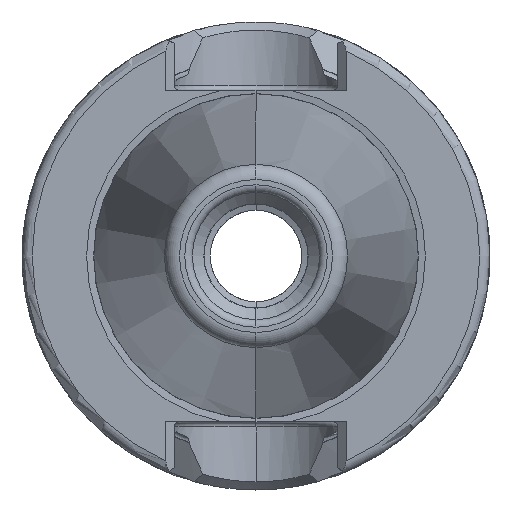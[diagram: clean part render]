
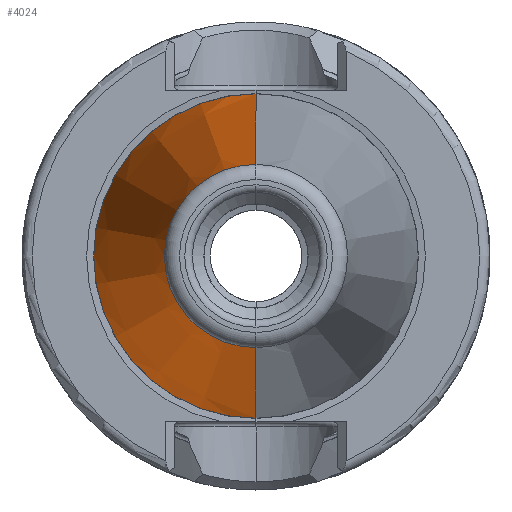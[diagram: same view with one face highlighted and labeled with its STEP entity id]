
A CAD part, left-side view. The second image highlights one B-rep face of the part: STEP entity #4024.
In plain terms, the highlighted conical face has half-angle 8.297 degrees and reference radius 15.948 mm.
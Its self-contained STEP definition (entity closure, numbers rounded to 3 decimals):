
#175 = VERTEX_POINT ( 'NONE', #1017 ) ;
#231 = DIRECTION ( 'NONE',  ( 0., 0., 1. ) ) ;
#292 = AXIS2_PLACEMENT_3D ( 'NONE', #2053, #3999, #2403 ) ;
#316 = AXIS2_PLACEMENT_3D ( 'NONE', #3979, #2379, #231 ) ;
#365 = DIRECTION ( 'NONE',  ( 0., 0., -1. ) ) ;
#552 = EDGE_CURVE ( 'NONE', #175, #1744, #3289, .T. ) ;
#582 = EDGE_CURVE ( 'NONE', #175, #2059, #3264, .T. ) ;
#585 = EDGE_CURVE ( 'NONE', #2059, #2422, #3269, .T. ) ;
#595 = CARTESIAN_POINT ( 'NONE',  ( -52.9, 0., -15.948 ) ) ;
#708 = ORIENTED_EDGE ( 'NONE', *, *, #585, .T. ) ;
#737 = CARTESIAN_POINT ( 'NONE',  ( -52.9, 0., 15.948 ) ) ;
#981 = AXIS2_PLACEMENT_3D ( 'NONE', #2842, #2183, #365 ) ;
#1017 = CARTESIAN_POINT ( 'NONE',  ( -100.516, 0., 9.004 ) ) ;
#1232 = CONICAL_SURFACE ( 'NONE', #981, 15.948, 0.145 ) ;
#1255 = FACE_OUTER_BOUND ( 'NONE', #3739, .T. ) ;
#1744 = VERTEX_POINT ( 'NONE', #2258 ) ;
#1918 = CARTESIAN_POINT ( 'NONE',  ( -52.9, 0., -15.948 ) ) ;
#1942 = ORIENTED_EDGE ( 'NONE', *, *, #582, .T. ) ;
#2004 = VECTOR ( 'NONE', #3457, 1000. ) ;
#2020 = LINE ( 'NONE', #1918, #2004 ) ;
#2053 = CARTESIAN_POINT ( 'NONE',  ( -52.9, 0., 0. ) ) ;
#2059 = VERTEX_POINT ( 'NONE', #737 ) ;
#2099 = EDGE_CURVE ( 'NONE', #1744, #2422, #2020, .T. ) ;
#2183 = DIRECTION ( 'NONE',  ( 1., 0., 0. ) ) ;
#2258 = CARTESIAN_POINT ( 'NONE',  ( -100.516, 0., -9.004 ) ) ;
#2379 = DIRECTION ( 'NONE',  ( -1., 0., 0. ) ) ;
#2390 = CARTESIAN_POINT ( 'NONE',  ( -52.9, 0., 15.948 ) ) ;
#2403 = DIRECTION ( 'NONE',  ( 0., 0., 1. ) ) ;
#2422 = VERTEX_POINT ( 'NONE', #595 ) ;
#2842 = CARTESIAN_POINT ( 'NONE',  ( -52.9, 0., 0. ) ) ;
#3261 = VECTOR ( 'NONE', #3305, 1000. ) ;
#3264 = LINE ( 'NONE', #2390, #3261 ) ;
#3269 = CIRCLE ( 'NONE', #292, 15.948 ) ;
#3289 = CIRCLE ( 'NONE', #316, 9.004 ) ;
#3305 = DIRECTION ( 'NONE',  ( 0.99, 0., 0.144 ) ) ;
#3457 = DIRECTION ( 'NONE',  ( 0.99, 0., -0.144 ) ) ;
#3494 = ORIENTED_EDGE ( 'NONE', *, *, #552, .F. ) ;
#3719 = ORIENTED_EDGE ( 'NONE', *, *, #2099, .F. ) ;
#3739 = EDGE_LOOP ( 'NONE', ( #3494, #1942, #708, #3719 ) ) ;
#3979 = CARTESIAN_POINT ( 'NONE',  ( -100.516, 0., 0. ) ) ;
#3999 = DIRECTION ( 'NONE',  ( -1., 0., 0. ) ) ;
#4024 = ADVANCED_FACE ( 'NONE', ( #1255 ), #1232, .T. ) ;
